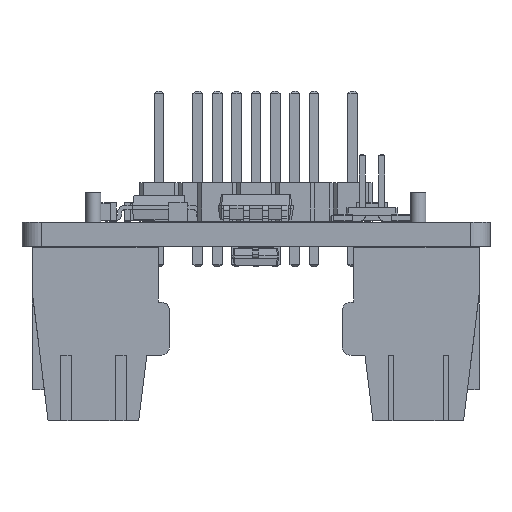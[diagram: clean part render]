
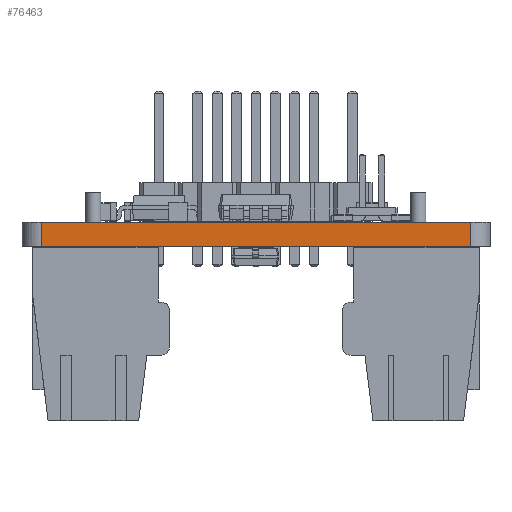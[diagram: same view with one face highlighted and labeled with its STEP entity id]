
A CAD part, front view. The second image highlights one B-rep face of the part: STEP entity #76463.
In plain terms, the highlighted planar face has unit normal (0, -1, 0).
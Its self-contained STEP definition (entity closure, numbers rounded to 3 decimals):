
#74970 = CYLINDRICAL_SURFACE('',#74971,1.27);
#74971 = AXIS2_PLACEMENT_3D('',#74972,#74973,#74974);
#74972 = CARTESIAN_POINT('',(-14.07,-29.21,0.));
#74973 = DIRECTION('',(-0.,-0.,-1.));
#74974 = DIRECTION('',(1.,0.,-0.));
#74998 = PLANE('',#74999);
#74999 = AXIS2_PLACEMENT_3D('',#75000,#75001,#75002);
#75000 = CARTESIAN_POINT('',(0.009,-16.615,1.6));
#75001 = DIRECTION('',(-0.,-0.,-1.));
#75002 = DIRECTION('',(-1.,0.,0.));
#75052 = PLANE('',#75053);
#75053 = AXIS2_PLACEMENT_3D('',#75054,#75055,#75056);
#75054 = CARTESIAN_POINT('',(0.009,-16.615,0.));
#75055 = DIRECTION('',(-0.,-0.,-1.));
#75056 = DIRECTION('',(-1.,0.,0.));
#75069 = VERTEX_POINT('',#75070);
#75070 = CARTESIAN_POINT('',(-14.07,-30.48,1.6));
#75096 = EDGE_CURVE('',#75097,#75069,#75099,.T.);
#75097 = VERTEX_POINT('',#75098);
#75098 = CARTESIAN_POINT('',(-14.07,-30.48,0.));
#75099 = SURFACE_CURVE('',#75100,(#75104,#75111),.PCURVE_S1.);
#75100 = LINE('',#75101,#75102);
#75101 = CARTESIAN_POINT('',(-14.07,-30.48,0.));
#75102 = VECTOR('',#75103,1.);
#75103 = DIRECTION('',(0.,0.,1.));
#75104 = PCURVE('',#74970,#75105);
#75105 = DEFINITIONAL_REPRESENTATION('',(#75106),#75110);
#75106 = LINE('',#75107,#75108);
#75107 = CARTESIAN_POINT('',(-4.712,0.));
#75108 = VECTOR('',#75109,1.);
#75109 = DIRECTION('',(-0.,-1.));
#75110 = ( GEOMETRIC_REPRESENTATION_CONTEXT(2) 
PARAMETRIC_REPRESENTATION_CONTEXT() REPRESENTATION_CONTEXT('2D SPACE',''
  ) );
#75111 = PCURVE('',#75112,#75117);
#75112 = PLANE('',#75113);
#75113 = AXIS2_PLACEMENT_3D('',#75114,#75115,#75116);
#75114 = CARTESIAN_POINT('',(14.09,-30.48,0.));
#75115 = DIRECTION('',(0.,-1.,0.));
#75116 = DIRECTION('',(-1.,0.,0.));
#75117 = DEFINITIONAL_REPRESENTATION('',(#75118),#75122);
#75118 = LINE('',#75119,#75120);
#75119 = CARTESIAN_POINT('',(28.16,0.));
#75120 = VECTOR('',#75121,1.);
#75121 = DIRECTION('',(0.,-1.));
#75122 = ( GEOMETRIC_REPRESENTATION_CONTEXT(2) 
PARAMETRIC_REPRESENTATION_CONTEXT() REPRESENTATION_CONTEXT('2D SPACE',''
  ) );
#75311 = VERTEX_POINT('',#75312);
#75312 = CARTESIAN_POINT('',(14.09,-30.48,0.));
#75331 = CYLINDRICAL_SURFACE('',#75332,1.27);
#75332 = AXIS2_PLACEMENT_3D('',#75333,#75334,#75335);
#75333 = CARTESIAN_POINT('',(14.09,-29.21,0.));
#75334 = DIRECTION('',(-0.,-0.,-1.));
#75335 = DIRECTION('',(1.,0.,-0.));
#75343 = EDGE_CURVE('',#75311,#75097,#75344,.T.);
#75344 = SURFACE_CURVE('',#75345,(#75349,#75356),.PCURVE_S1.);
#75345 = LINE('',#75346,#75347);
#75346 = CARTESIAN_POINT('',(14.09,-30.48,0.));
#75347 = VECTOR('',#75348,1.);
#75348 = DIRECTION('',(-1.,0.,0.));
#75349 = PCURVE('',#75052,#75350);
#75350 = DEFINITIONAL_REPRESENTATION('',(#75351),#75355);
#75351 = LINE('',#75352,#75353);
#75352 = CARTESIAN_POINT('',(-14.081,-13.865));
#75353 = VECTOR('',#75354,1.);
#75354 = DIRECTION('',(1.,0.));
#75355 = ( GEOMETRIC_REPRESENTATION_CONTEXT(2) 
PARAMETRIC_REPRESENTATION_CONTEXT() REPRESENTATION_CONTEXT('2D SPACE',''
  ) );
#75356 = PCURVE('',#75112,#75357);
#75357 = DEFINITIONAL_REPRESENTATION('',(#75358),#75362);
#75358 = LINE('',#75359,#75360);
#75359 = CARTESIAN_POINT('',(0.,-0.));
#75360 = VECTOR('',#75361,1.);
#75361 = DIRECTION('',(1.,0.));
#75362 = ( GEOMETRIC_REPRESENTATION_CONTEXT(2) 
PARAMETRIC_REPRESENTATION_CONTEXT() REPRESENTATION_CONTEXT('2D SPACE',''
  ) );
#75965 = VERTEX_POINT('',#75966);
#75966 = CARTESIAN_POINT('',(14.09,-30.48,1.6));
#75992 = EDGE_CURVE('',#75965,#75069,#75993,.T.);
#75993 = SURFACE_CURVE('',#75994,(#75998,#76005),.PCURVE_S1.);
#75994 = LINE('',#75995,#75996);
#75995 = CARTESIAN_POINT('',(14.09,-30.48,1.6));
#75996 = VECTOR('',#75997,1.);
#75997 = DIRECTION('',(-1.,0.,0.));
#75998 = PCURVE('',#74998,#75999);
#75999 = DEFINITIONAL_REPRESENTATION('',(#76000),#76004);
#76000 = LINE('',#76001,#76002);
#76001 = CARTESIAN_POINT('',(-14.081,-13.865));
#76002 = VECTOR('',#76003,1.);
#76003 = DIRECTION('',(1.,0.));
#76004 = ( GEOMETRIC_REPRESENTATION_CONTEXT(2) 
PARAMETRIC_REPRESENTATION_CONTEXT() REPRESENTATION_CONTEXT('2D SPACE',''
  ) );
#76005 = PCURVE('',#75112,#76006);
#76006 = DEFINITIONAL_REPRESENTATION('',(#76007),#76011);
#76007 = LINE('',#76008,#76009);
#76008 = CARTESIAN_POINT('',(0.,-1.6));
#76009 = VECTOR('',#76010,1.);
#76010 = DIRECTION('',(1.,0.));
#76011 = ( GEOMETRIC_REPRESENTATION_CONTEXT(2) 
PARAMETRIC_REPRESENTATION_CONTEXT() REPRESENTATION_CONTEXT('2D SPACE',''
  ) );
#76463 = ADVANCED_FACE('',(#76464),#75112,.T.);
#76464 = FACE_BOUND('',#76465,.T.);
#76465 = EDGE_LOOP('',(#76466,#76487,#76488,#76489));
#76466 = ORIENTED_EDGE('',*,*,#76467,.T.);
#76467 = EDGE_CURVE('',#75311,#75965,#76468,.T.);
#76468 = SURFACE_CURVE('',#76469,(#76473,#76480),.PCURVE_S1.);
#76469 = LINE('',#76470,#76471);
#76470 = CARTESIAN_POINT('',(14.09,-30.48,0.));
#76471 = VECTOR('',#76472,1.);
#76472 = DIRECTION('',(0.,0.,1.));
#76473 = PCURVE('',#75112,#76474);
#76474 = DEFINITIONAL_REPRESENTATION('',(#76475),#76479);
#76475 = LINE('',#76476,#76477);
#76476 = CARTESIAN_POINT('',(0.,-0.));
#76477 = VECTOR('',#76478,1.);
#76478 = DIRECTION('',(0.,-1.));
#76479 = ( GEOMETRIC_REPRESENTATION_CONTEXT(2) 
PARAMETRIC_REPRESENTATION_CONTEXT() REPRESENTATION_CONTEXT('2D SPACE',''
  ) );
#76480 = PCURVE('',#75331,#76481);
#76481 = DEFINITIONAL_REPRESENTATION('',(#76482),#76486);
#76482 = LINE('',#76483,#76484);
#76483 = CARTESIAN_POINT('',(-4.712,0.));
#76484 = VECTOR('',#76485,1.);
#76485 = DIRECTION('',(-0.,-1.));
#76486 = ( GEOMETRIC_REPRESENTATION_CONTEXT(2) 
PARAMETRIC_REPRESENTATION_CONTEXT() REPRESENTATION_CONTEXT('2D SPACE',''
  ) );
#76487 = ORIENTED_EDGE('',*,*,#75992,.T.);
#76488 = ORIENTED_EDGE('',*,*,#75096,.F.);
#76489 = ORIENTED_EDGE('',*,*,#75343,.F.);
